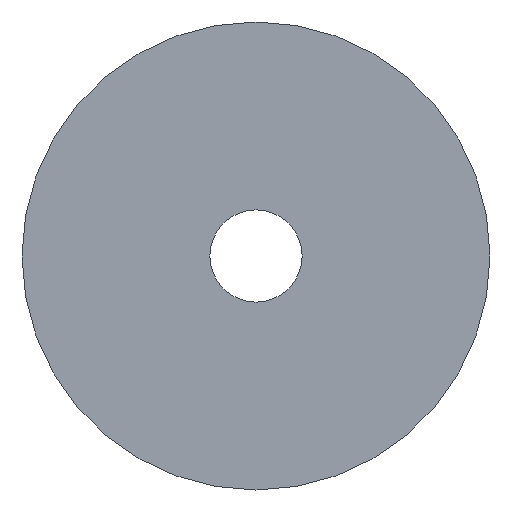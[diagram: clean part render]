
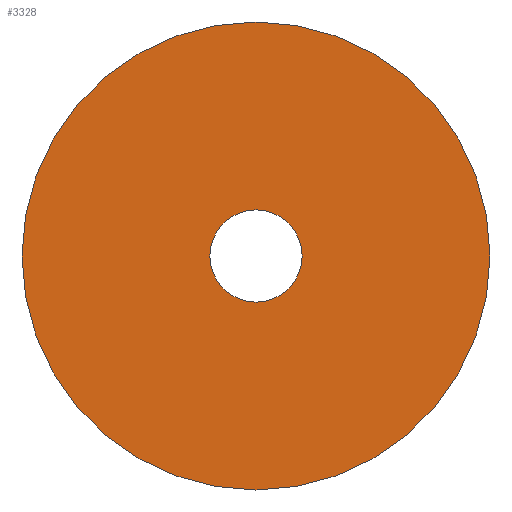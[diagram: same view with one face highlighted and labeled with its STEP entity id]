
A CAD part, front view. The second image highlights one B-rep face of the part: STEP entity #3328.
In plain terms, the highlighted planar face has unit normal (0, -1, 0).
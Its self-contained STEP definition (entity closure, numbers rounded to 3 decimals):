
#208=FACE_BOUND('',#483,.T.);
#213=PLANE('',#3560);
#300=FACE_OUTER_BOUND('',#482,.T.);
#482=EDGE_LOOP('',(#2476));
#483=EDGE_LOOP('',(#2477));
#684=CIRCLE('',#3524,2.5);
#717=CIRCLE('',#3559,12.678);
#1370=VERTEX_POINT('',#6337);
#1526=VERTEX_POINT('',#7841);
#1739=EDGE_CURVE('',#1370,#1370,#684,.T.);
#1895=EDGE_CURVE('',#1526,#1526,#717,.T.);
#2476=ORIENTED_EDGE('',*,*,#1895,.T.);
#2477=ORIENTED_EDGE('',*,*,#1739,.T.);
#3328=ADVANCED_FACE('',(#300,#208),#213,.F.);
#3524=AXIS2_PLACEMENT_3D('',#6339,#3753,#3754);
#3559=AXIS2_PLACEMENT_3D('',#7842,#3883,#3884);
#3560=AXIS2_PLACEMENT_3D('',#7844,#3886,#3887);
#3753=DIRECTION('center_axis',(0.,1.,0.));
#3754=DIRECTION('ref_axis',(-1.,0.,0.));
#3883=DIRECTION('center_axis',(0.,-1.,0.));
#3884=DIRECTION('ref_axis',(-1.,0.,0.));
#3886=DIRECTION('center_axis',(0.,1.,0.));
#3887=DIRECTION('ref_axis',(-1.,0.,0.));
#6337=CARTESIAN_POINT('',(12.515,-2.,0.609));
#6339=CARTESIAN_POINT('Origin',(10.015,-2.,0.609));
#7841=CARTESIAN_POINT('',(22.693,-2.,0.609));
#7842=CARTESIAN_POINT('Origin',(10.015,-2.,0.609));
#7844=CARTESIAN_POINT('Origin',(10.015,-2.,0.609));
